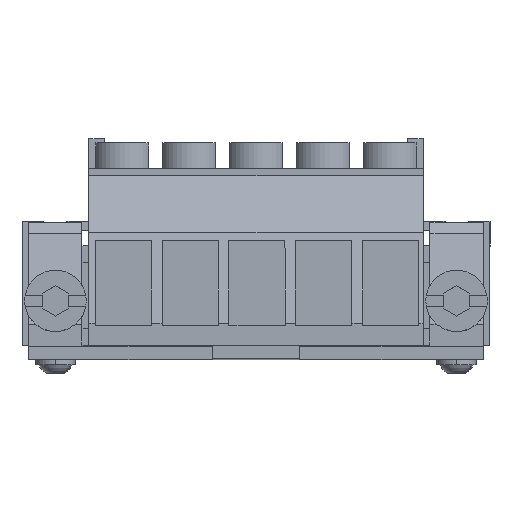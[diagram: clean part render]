
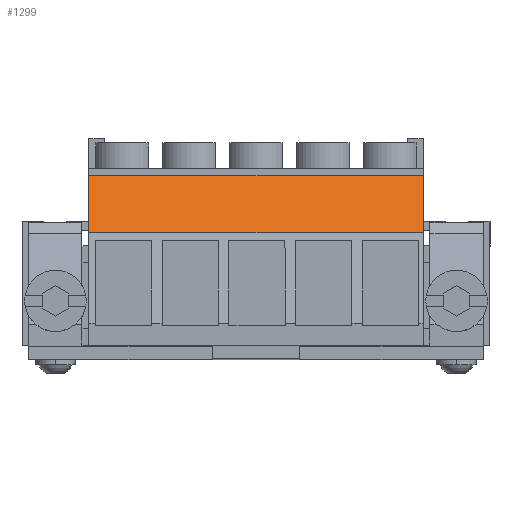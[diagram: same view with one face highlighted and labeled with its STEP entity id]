
A CAD part, top view. The second image highlights one B-rep face of the part: STEP entity #1299.
In plain terms, the highlighted planar face has unit normal (0, 0.723, 0.691).
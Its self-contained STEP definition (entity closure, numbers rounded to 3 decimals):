
#1279=AXIS2_PLACEMENT_3D('Plane Axis2P3D',#1276,#1277,#1278) ;
#56=CARTESIAN_POINT('Vertex',(7.62,16.049,38.65)) ;
#59=CARTESIAN_POINT('Line Origine',(7.62,19.299,35.25)) ;
#63=CARTESIAN_POINT('Vertex',(7.62,22.55,31.85)) ;
#1236=CARTESIAN_POINT('Vertex',(45.72,16.049,38.65)) ;
#1239=CARTESIAN_POINT('Line Origine',(26.67,16.049,38.65)) ;
#1276=CARTESIAN_POINT('Axis2P3D Location',(15.24,22.55,31.85)) ;
#1281=CARTESIAN_POINT('Line Origine',(45.72,19.299,35.25)) ;
#1285=CARTESIAN_POINT('Vertex',(45.72,22.55,31.85)) ;
#1288=CARTESIAN_POINT('Line Origine',(26.67,22.55,31.85)) ;
#60=DIRECTION('Vector Direction',(0.,-0.691,0.723)) ;
#1240=DIRECTION('Vector Direction',(1.,0.,0.)) ;
#1277=DIRECTION('Axis2P3D Direction',(-0.,0.723,0.691)) ;
#1278=DIRECTION('Axis2P3D XDirection',(0.,-0.691,0.723)) ;
#1282=DIRECTION('Vector Direction',(0.,-0.691,0.723)) ;
#1289=DIRECTION('Vector Direction',(1.,0.,0.)) ;
#61=VECTOR('Line Direction',#60,1.) ;
#1241=VECTOR('Line Direction',#1240,1.) ;
#1283=VECTOR('Line Direction',#1282,1.) ;
#1290=VECTOR('Line Direction',#1289,1.) ;
#1294=ORIENTED_EDGE('',*,*,#65,.F.) ;
#1295=ORIENTED_EDGE('',*,*,#1243,.T.) ;
#1296=ORIENTED_EDGE('',*,*,#1287,.F.) ;
#1297=ORIENTED_EDGE('',*,*,#1292,.F.) ;
#1299=ADVANCED_FACE('HOUSING',(#1298),#1280,.T.) ;
#65=EDGE_CURVE('',#57,#64,#62,.F.) ;
#1243=EDGE_CURVE('',#57,#1237,#1242,.T.) ;
#1287=EDGE_CURVE('',#1286,#1237,#1284,.T.) ;
#1292=EDGE_CURVE('',#64,#1286,#1291,.T.) ;
#1293=EDGE_LOOP('',(#1294,#1295,#1296,#1297)) ;
#1298=FACE_OUTER_BOUND('',#1293,.T.) ;
#62=LINE('Line',#59,#61) ;
#1242=LINE('Line',#1239,#1241) ;
#1284=LINE('Line',#1281,#1283) ;
#1291=LINE('Line',#1288,#1290) ;
#1280=PLANE('',#1279) ;
#57=VERTEX_POINT('',#56) ;
#64=VERTEX_POINT('',#63) ;
#1237=VERTEX_POINT('',#1236) ;
#1286=VERTEX_POINT('',#1285) ;
